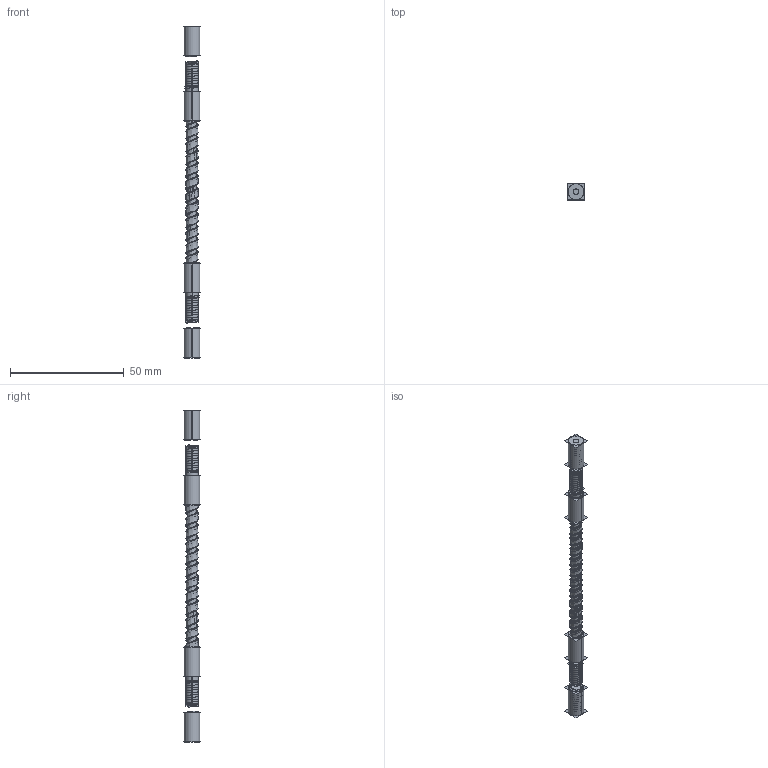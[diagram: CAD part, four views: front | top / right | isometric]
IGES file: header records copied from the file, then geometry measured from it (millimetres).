
Start section:  PTC IGES file: 193399.igs
Global section: file name: 193399.igs; native system: Creo Parametric by Parametric Technology Corporation; preprocessor: 2013230; author: pdmadmin; organization: Unknown; date: 20160302.124911; units: millimetre
Bounding box: 7.27 x 7.26 x 146.21 mm (x, y, z)
Volume: 1653.4 mm3; surface area: 54372.5 mm2
Topology: 5 solids, 5 shells, 908 faces, 4640 edges, 5762 vertices
Faces by surface type: bspline 600, revolution 308
